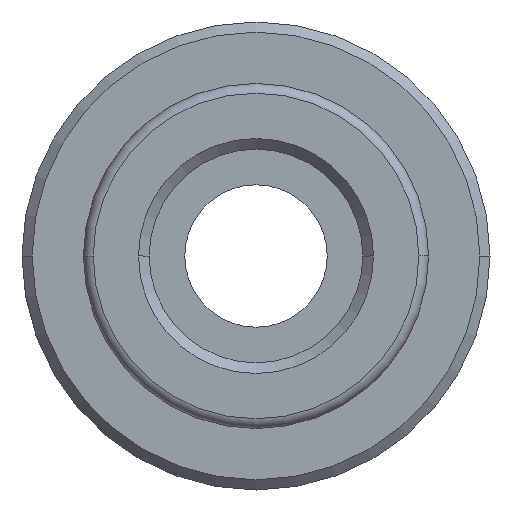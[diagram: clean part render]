
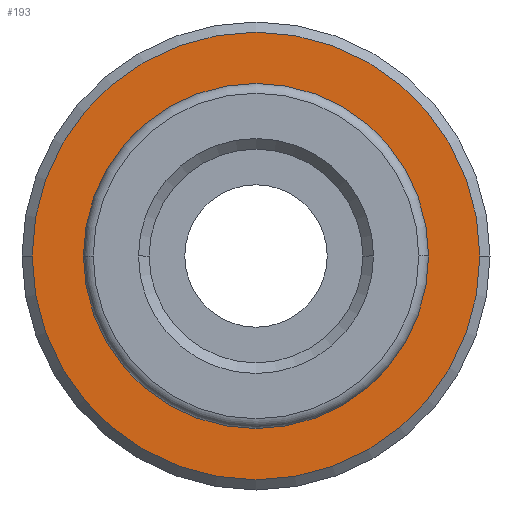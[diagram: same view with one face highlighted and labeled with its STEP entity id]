
A CAD part, front view. The second image highlights one B-rep face of the part: STEP entity #193.
In plain terms, the highlighted planar face has unit normal (0, -1, 0).
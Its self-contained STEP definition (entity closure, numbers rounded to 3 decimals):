
#193=ADVANCED_FACE('',(#456,#457),#458,.T.);
#456=FACE_OUTER_BOUND('',#791,.T.);
#457=FACE_BOUND('',#792,.T.);
#458=PLANE('',#793);
#791=EDGE_LOOP('',(#1281,#1282));
#792=EDGE_LOOP('',(#1283,#1284));
#793=AXIS2_PLACEMENT_3D('',#1285,#1286,#1287);
#1281=ORIENTED_EDGE('',*,*,#2015,.F.);
#1282=ORIENTED_EDGE('',*,*,#2019,.F.);
#1283=ORIENTED_EDGE('',*,*,#2020,.T.);
#1284=ORIENTED_EDGE('',*,*,#1904,.T.);
#1285=CARTESIAN_POINT('',(9.5,4.0,0.0));
#1286=DIRECTION('',(0.,-1.0,0.0));
#1287=DIRECTION('',(-1.0,0.,-0.0));
#1904=EDGE_CURVE('',#2252,#2250,#2253,.T.);
#2015=EDGE_CURVE('',#2425,#2427,#2428,.T.);
#2019=EDGE_CURVE('',#2427,#2425,#2432,.T.);
#2020=EDGE_CURVE('',#2250,#2252,#2433,.T.);
#2250=VERTEX_POINT('',#2757);
#2252=VERTEX_POINT('',#2760);
#2253=CIRCLE('',#2761,8.0);
#2425=VERTEX_POINT('',#3037);
#2427=VERTEX_POINT('',#3040);
#2428=CIRCLE('',#3041,11.0);
#2432=CIRCLE('',#3046,11.0);
#2433=CIRCLE('',#3047,8.0);
#2757=CARTESIAN_POINT('',(8.0,4.0,0.0));
#2760=CARTESIAN_POINT('',(-8.0,4.0,0.));
#2761=AXIS2_PLACEMENT_3D('',#3456,#3457,#3458);
#3037=CARTESIAN_POINT('',(11.0,4.0,0.0));
#3040=CARTESIAN_POINT('',(-11.0,4.0,0.));
#3041=AXIS2_PLACEMENT_3D('',#3640,#3641,#3642);
#3046=AXIS2_PLACEMENT_3D('',#3647,#3648,#3649);
#3047=AXIS2_PLACEMENT_3D('',#3650,#3651,#3652);
#3456=CARTESIAN_POINT('',(0.0,4.0,0.0));
#3457=DIRECTION('',(-0.0,1.0,0.0));
#3458=DIRECTION('',(1.0,0.0,0.0));
#3640=CARTESIAN_POINT('',(0.0,4.0,0.0));
#3641=DIRECTION('',(-0.0,1.0,0.0));
#3642=DIRECTION('',(1.0,0.0,0.0));
#3647=CARTESIAN_POINT('',(0.0,4.0,0.0));
#3648=DIRECTION('',(-0.0,1.0,0.0));
#3649=DIRECTION('',(1.0,0.0,0.0));
#3650=CARTESIAN_POINT('',(0.0,4.0,0.0));
#3651=DIRECTION('',(-0.0,1.0,0.0));
#3652=DIRECTION('',(1.0,0.0,0.0));
